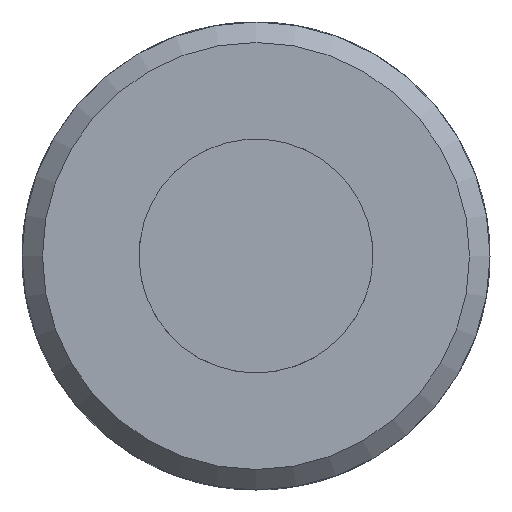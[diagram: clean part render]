
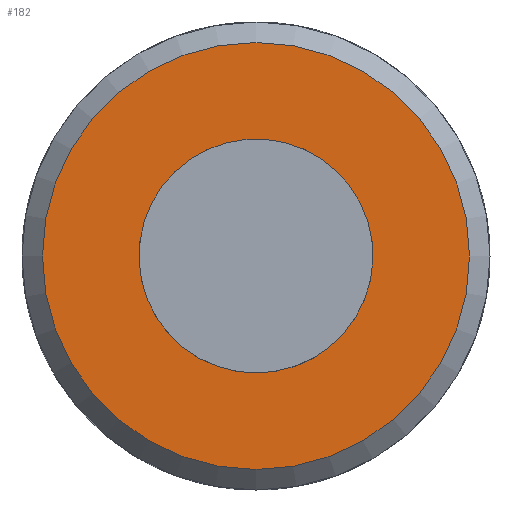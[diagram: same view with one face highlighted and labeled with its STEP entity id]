
A CAD part, left-side view. The second image highlights one B-rep face of the part: STEP entity #182.
In plain terms, the highlighted planar face has unit normal (-1, 0, 0).
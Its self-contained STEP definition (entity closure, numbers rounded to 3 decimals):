
#182 = ADVANCED_FACE( '', ( #349, #350 ), #351, .F. );
#349 = FACE_OUTER_BOUND( '', #495, .T. );
#350 = FACE_BOUND( '', #496, .T. );
#351 = PLANE( '', #497 );
#495 = EDGE_LOOP( '', ( #762 ) );
#496 = EDGE_LOOP( '', ( #763 ) );
#497 = AXIS2_PLACEMENT_3D( '', #764, #765, #766 );
#762 = ORIENTED_EDGE( '', *, *, #810, .F. );
#763 = ORIENTED_EDGE( '', *, *, #838, .T. );
#764 = CARTESIAN_POINT( '', ( 0., 0., 0. ) );
#765 = DIRECTION( '', ( 1., 0., 0. ) );
#766 = DIRECTION( '', ( 0., 0., -1. ) );
#810 = EDGE_CURVE( '', #931, #931, #932, .T. );
#838 = EDGE_CURVE( '', #972, #972, #973, .T. );
#931 = VERTEX_POINT( '', #1187 );
#932 = CIRCLE( '', #1188, 7.3 );
#972 = VERTEX_POINT( '', #1262 );
#973 = CIRCLE( '', #1263, 4. );
#1187 = CARTESIAN_POINT( '', ( 0., 0., -7.3 ) );
#1188 = AXIS2_PLACEMENT_3D( '', #1548, #1549, #1550 );
#1262 = CARTESIAN_POINT( '', ( 0., 0., -4. ) );
#1263 = AXIS2_PLACEMENT_3D( '', #1580, #1581, #1582 );
#1548 = CARTESIAN_POINT( '', ( 0., 0., 0. ) );
#1549 = DIRECTION( '', ( 1., 0., 0. ) );
#1550 = DIRECTION( '', ( 0., 0., -1. ) );
#1580 = CARTESIAN_POINT( '', ( 0., 0., 0. ) );
#1581 = DIRECTION( '', ( 1., 0., 0. ) );
#1582 = DIRECTION( '', ( 0., 0., -1. ) );
